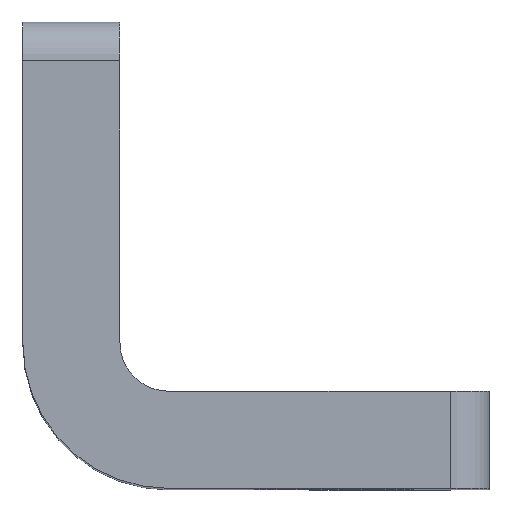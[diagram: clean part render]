
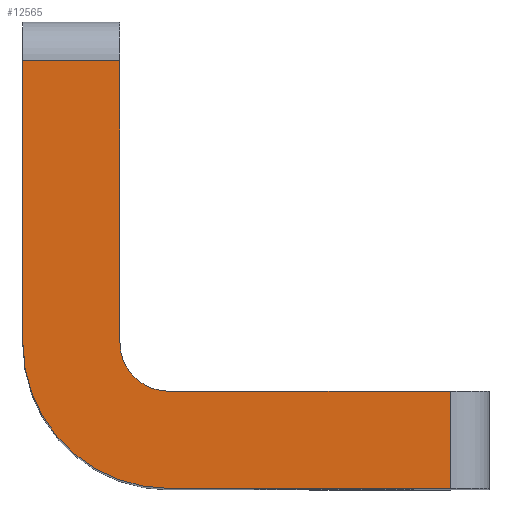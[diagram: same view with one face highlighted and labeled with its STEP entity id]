
A CAD part, top view. The second image highlights one B-rep face of the part: STEP entity #12565.
In plain terms, the highlighted planar face has unit normal (0, 0, 1).
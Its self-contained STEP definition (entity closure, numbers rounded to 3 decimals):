
#52 = DIRECTION ( 'NONE',  ( 1., 0., 0. ) ) ;
#301 = FACE_OUTER_BOUND ( 'NONE', #5204, .T. ) ;
#570 = LINE ( 'NONE', #14689, #13887 ) ;
#704 = EDGE_CURVE ( 'NONE', #19027, #6054, #16904, .T. ) ;
#1178 = LINE ( 'NONE', #8865, #12180 ) ;
#1998 = VECTOR ( 'NONE', #14412, 1000. ) ;
#1999 = CARTESIAN_POINT ( 'NONE',  ( 8.5, -2.5, 24. ) ) ;
#2067 = VECTOR ( 'NONE', #7872, 1000. ) ;
#2323 = CARTESIAN_POINT ( 'NONE',  ( 0., 0., 24. ) ) ;
#2370 = ORIENTED_EDGE ( 'NONE', *, *, #5747, .T. ) ;
#2441 = EDGE_CURVE ( 'NONE', #4371, #13517, #14925, .T. ) ;
#2549 = AXIS2_PLACEMENT_3D ( 'NONE', #11733, #2953, #8836 ) ;
#2782 = DIRECTION ( 'NONE',  ( 0., 1., 0. ) ) ;
#2899 = DIRECTION ( 'NONE',  ( 1., 0., 0. ) ) ;
#2953 = DIRECTION ( 'NONE',  ( 0., 0., 1. ) ) ;
#2973 = LINE ( 'NONE', #5839, #18158 ) ;
#3532 = EDGE_CURVE ( 'NONE', #13517, #9101, #2973, .T. ) ;
#3637 = EDGE_CURVE ( 'NONE', #13583, #10976, #18372, .T. ) ;
#4022 = EDGE_CURVE ( 'NONE', #18818, #6054, #16753, .T. ) ;
#4099 = PLANE ( 'NONE',  #9966 ) ;
#4371 = VERTEX_POINT ( 'NONE', #15518 ) ;
#4576 = VECTOR ( 'NONE', #2899, 1000. ) ;
#5204 = EDGE_LOOP ( 'NONE', ( #11739, #14815, #6888, #5292, #2370, #18340, #15856, #11340 ) ) ;
#5292 = ORIENTED_EDGE ( 'NONE', *, *, #3637, .F. ) ;
#5747 = EDGE_CURVE ( 'NONE', #13583, #19027, #1178, .T. ) ;
#5839 = CARTESIAN_POINT ( 'NONE',  ( 8.5, 0., 24. ) ) ;
#6054 = VERTEX_POINT ( 'NONE', #16479 ) ;
#6250 = CARTESIAN_POINT ( 'NONE',  ( 1.25, 1.25, 24. ) ) ;
#6317 = DIRECTION ( 'NONE',  ( 0., 0., 1. ) ) ;
#6415 = CARTESIAN_POINT ( 'NONE',  ( -2.5, 0., 24. ) ) ;
#6545 = DIRECTION ( 'NONE',  ( 1., 0., 0. ) ) ;
#6888 = ORIENTED_EDGE ( 'NONE', *, *, #9111, .F. ) ;
#7345 = CARTESIAN_POINT ( 'NONE',  ( 8.5, 0., 24. ) ) ;
#7441 = CARTESIAN_POINT ( 'NONE',  ( 0., -2.5, 24. ) ) ;
#7590 = EDGE_CURVE ( 'NONE', #18818, #4371, #12296, .T. ) ;
#7872 = DIRECTION ( 'NONE',  ( 0., 1., 0. ) ) ;
#7903 = CARTESIAN_POINT ( 'NONE',  ( 0., 8.5, 24. ) ) ;
#8242 = AXIS2_PLACEMENT_3D ( 'NONE', #6250, #6317, #16391 ) ;
#8836 = DIRECTION ( 'NONE',  ( 1., 0., 0. ) ) ;
#8865 = CARTESIAN_POINT ( 'NONE',  ( 0., 0., 24. ) ) ;
#8924 = CARTESIAN_POINT ( 'NONE',  ( -2.5, 1.25, 24. ) ) ;
#9101 = VERTEX_POINT ( 'NONE', #7345 ) ;
#9111 = EDGE_CURVE ( 'NONE', #10976, #9101, #570, .T. ) ;
#9950 = CARTESIAN_POINT ( 'NONE',  ( 1.25, 0., 24. ) ) ;
#9966 = AXIS2_PLACEMENT_3D ( 'NONE', #2323, #12649, #6545 ) ;
#10119 = CARTESIAN_POINT ( 'NONE',  ( -2.5, 8.5, 24. ) ) ;
#10976 = VERTEX_POINT ( 'NONE', #9950 ) ;
#11340 = ORIENTED_EDGE ( 'NONE', *, *, #7590, .T. ) ;
#11733 = CARTESIAN_POINT ( 'NONE',  ( 1.25, 1.25, 24. ) ) ;
#11739 = ORIENTED_EDGE ( 'NONE', *, *, #2441, .T. ) ;
#12180 = VECTOR ( 'NONE', #2782, 1000. ) ;
#12296 = CIRCLE ( 'NONE', #8242, 3.75 ) ;
#12565 = ADVANCED_FACE ( 'NONE', ( #301 ), #4099, .T. ) ;
#12649 = DIRECTION ( 'NONE',  ( 0., 0., 1. ) ) ;
#13517 = VERTEX_POINT ( 'NONE', #1999 ) ;
#13583 = VERTEX_POINT ( 'NONE', #15214 ) ;
#13887 = VECTOR ( 'NONE', #52, 1000. ) ;
#14412 = DIRECTION ( 'NONE',  ( -1., 0., 0. ) ) ;
#14689 = CARTESIAN_POINT ( 'NONE',  ( 0., 0., 24. ) ) ;
#14815 = ORIENTED_EDGE ( 'NONE', *, *, #3532, .T. ) ;
#14925 = LINE ( 'NONE', #7441, #4576 ) ;
#15214 = CARTESIAN_POINT ( 'NONE',  ( 0., 1.25, 24. ) ) ;
#15518 = CARTESIAN_POINT ( 'NONE',  ( 1.25, -2.5, 24. ) ) ;
#15856 = ORIENTED_EDGE ( 'NONE', *, *, #4022, .F. ) ;
#16127 = DIRECTION ( 'NONE',  ( 0., 1., 0. ) ) ;
#16391 = DIRECTION ( 'NONE',  ( 1., 0., 0. ) ) ;
#16479 = CARTESIAN_POINT ( 'NONE',  ( -2.5, 8.5, 24. ) ) ;
#16753 = LINE ( 'NONE', #6415, #2067 ) ;
#16904 = LINE ( 'NONE', #10119, #1998 ) ;
#18158 = VECTOR ( 'NONE', #16127, 1000. ) ;
#18340 = ORIENTED_EDGE ( 'NONE', *, *, #704, .T. ) ;
#18372 = CIRCLE ( 'NONE', #2549, 1.25 ) ;
#18818 = VERTEX_POINT ( 'NONE', #8924 ) ;
#19027 = VERTEX_POINT ( 'NONE', #7903 ) ;
